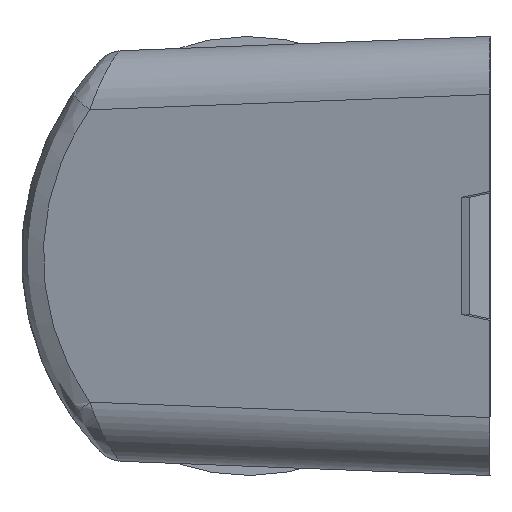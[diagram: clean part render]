
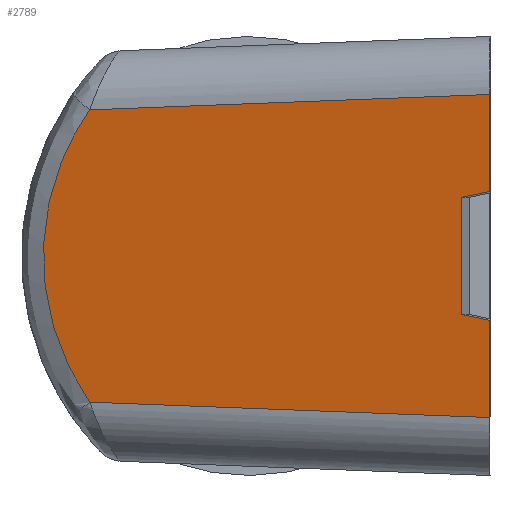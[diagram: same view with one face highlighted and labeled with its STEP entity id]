
A CAD part, left-side view. The second image highlights one B-rep face of the part: STEP entity #2789.
In plain terms, the highlighted planar face has unit normal (-0.966, 0.259, 0).
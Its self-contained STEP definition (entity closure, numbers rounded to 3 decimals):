
#107=ELLIPSE('',#3052,8.95,8.645);
#166=FACE_OUTER_BOUND('',#326,.T.);
#326=EDGE_LOOP('',(#1919,#1920,#1921,#1922,#1923,#1924,#1925,#1926));
#611=LINE('',#4203,#902);
#615=LINE('',#4215,#906);
#622=LINE('',#4233,#913);
#623=LINE('',#4235,#914);
#624=LINE('',#4238,#915);
#625=LINE('',#4240,#916);
#626=LINE('',#4241,#917);
#902=VECTOR('',#3365,10.);
#906=VECTOR('',#3373,10.);
#913=VECTOR('',#3390,10.);
#914=VECTOR('',#3391,10.);
#915=VECTOR('',#3394,10.);
#916=VECTOR('',#3395,10.);
#917=VECTOR('',#3396,10.);
#1189=VERTEX_POINT('',#4200);
#1190=VERTEX_POINT('',#4202);
#1195=VERTEX_POINT('',#4212);
#1196=VERTEX_POINT('',#4214);
#1202=VERTEX_POINT('',#4232);
#1203=VERTEX_POINT('',#4234);
#1204=VERTEX_POINT('',#4236);
#1205=VERTEX_POINT('',#4239);
#1463=EDGE_CURVE('',#1189,#1190,#611,.T.);
#1469=EDGE_CURVE('',#1195,#1196,#615,.T.);
#1479=EDGE_CURVE('',#1202,#1196,#622,.T.);
#1480=EDGE_CURVE('',#1203,#1195,#623,.T.);
#1481=EDGE_CURVE('',#1204,#1203,#107,.T.);
#1482=EDGE_CURVE('',#1190,#1204,#624,.T.);
#1483=EDGE_CURVE('',#1189,#1205,#625,.T.);
#1484=EDGE_CURVE('',#1205,#1202,#626,.T.);
#1919=ORIENTED_EDGE('',*,*,#1479,.T.);
#1920=ORIENTED_EDGE('',*,*,#1469,.F.);
#1921=ORIENTED_EDGE('',*,*,#1480,.F.);
#1922=ORIENTED_EDGE('',*,*,#1481,.F.);
#1923=ORIENTED_EDGE('',*,*,#1482,.F.);
#1924=ORIENTED_EDGE('',*,*,#1463,.F.);
#1925=ORIENTED_EDGE('',*,*,#1483,.T.);
#1926=ORIENTED_EDGE('',*,*,#1484,.T.);
#2680=PLANE('',#3051);
#2789=ADVANCED_FACE('',(#166),#2680,.F.);
#3051=AXIS2_PLACEMENT_3D('',#4231,#3388,#3389);
#3052=AXIS2_PLACEMENT_3D('',#4237,#3392,#3393);
#3365=DIRECTION('',(0.,0.,-1.));
#3373=DIRECTION('',(0.,0.,-1.));
#3388=DIRECTION('center_axis',(0.966,-0.259,0.));
#3389=DIRECTION('ref_axis',(0.,0.,
-1.));
#3390=DIRECTION('',(-0.254,-0.947,0.196));
#3391=DIRECTION('',(-0.259,-0.965,0.037));
#3392=DIRECTION('center_axis',(0.966,-0.259,0.));
#3393=DIRECTION('ref_axis',(0.259,0.966,0.));
#3394=DIRECTION('',(0.259,0.965,0.037));
#3395=DIRECTION('',(0.254,0.947,0.196));
#3396=DIRECTION('',(0.,0.,1.));
#4200=CARTESIAN_POINT('',(-1.675,0.,-9.697));
#4202=CARTESIAN_POINT('',(-1.675,0.,-13.018));
#4203=CARTESIAN_POINT('',(-1.675,0.,-3.75));
#4212=CARTESIAN_POINT('',(-1.675,0.,-1.982));
#4214=CARTESIAN_POINT('',(-1.675,0.,-5.297));
#4215=CARTESIAN_POINT('',(-1.675,0.,-3.75));
#4231=CARTESIAN_POINT('Origin',(0.074,6.527,-7.5));
#4232=CARTESIAN_POINT('',(-1.416,0.966,-5.497));
#4233=CARTESIAN_POINT('',(-0.65,3.826,-6.089));
#4234=CARTESIAN_POINT('',(1.989,13.672,-2.508));
#4235=CARTESIAN_POINT('',(0.896,9.592,-2.351));
#4236=CARTESIAN_POINT('',(1.989,13.672,-12.492));
#4237=CARTESIAN_POINT('Origin',(0.097,6.613,-7.5));
#4238=CARTESIAN_POINT('',(-0.728,3.531,-12.883));
#4239=CARTESIAN_POINT('',(-1.416,0.966,-9.497));
#4240=CARTESIAN_POINT('',(-0.779,3.342,-9.005));
#4241=CARTESIAN_POINT('',(-1.416,0.966,-7.498));
